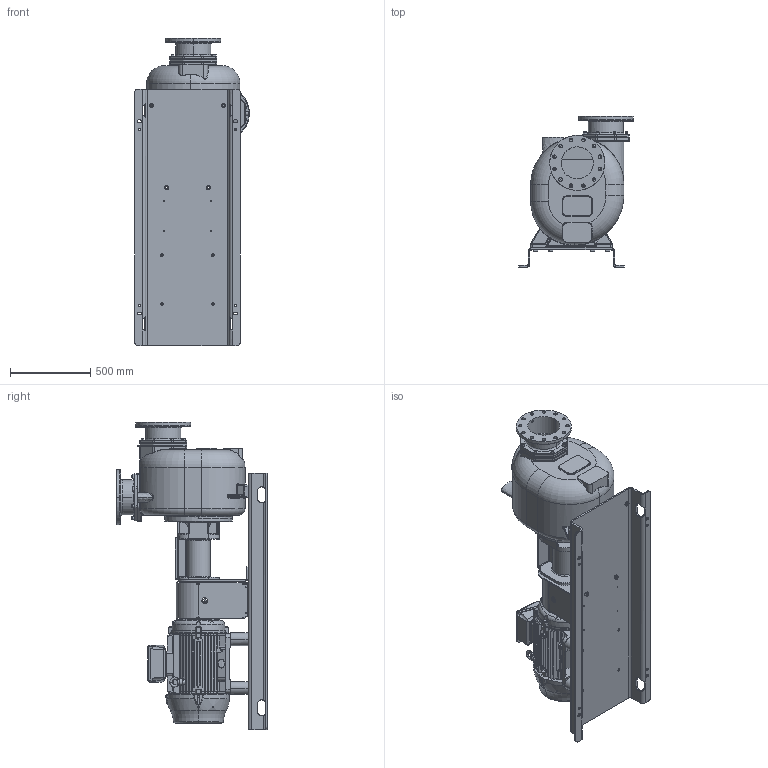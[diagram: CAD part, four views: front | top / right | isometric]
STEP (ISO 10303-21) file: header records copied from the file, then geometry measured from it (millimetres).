
FILE_DESCRIPTION((''),'2;1');
FILE_NAME('ESPORTAZIONE_SW0002','2017-04-04T',('Nicola'),(''),'CREO PARAMETRIC BY PTC INC, 2016380','CREO PARAMETRIC BY PTC INC, 2016380','');
FILE_SCHEMA(('CONFIG_CONTROL_DESIGN'));
Products named in the file (1): ESPORTAZIONE_SW0002
Bounding box: 716.5 x 940 x 1916.5 mm (x, y, z)
Volume: 237406124.4 mm3; surface area: 9033884.3 mm2
Topology: 2 solids, 5 shells, 3864 faces, 10202 edges, 6453 vertices
Faces by surface type: plane 1458, cylinder 1404, cone 443, bspline 344, torus 193, sphere 20, extrusion 2
Entity records: 173381 total; most frequent: CARTESIAN_POINT 80083, ORIENTED_EDGE 20358, DIRECTION 18594, EDGE_CURVE 10179, AXIS2_PLACEMENT_3D 7147, VERTEX_POINT 6453, VECTOR 4300, LINE 4298
